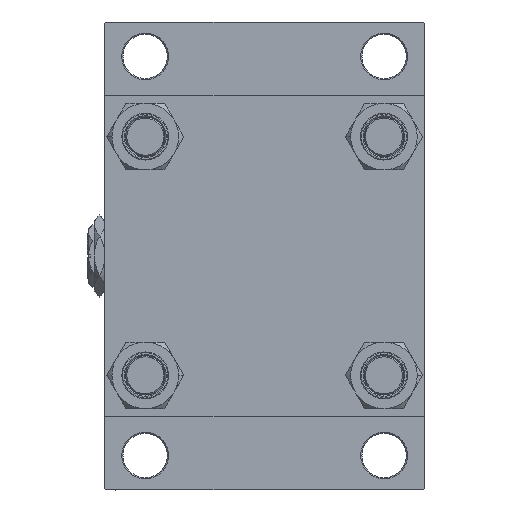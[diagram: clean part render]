
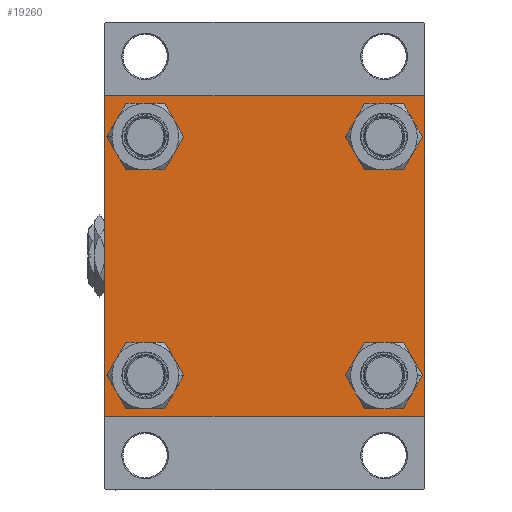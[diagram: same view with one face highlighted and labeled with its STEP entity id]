
A CAD part, left-side view. The second image highlights one B-rep face of the part: STEP entity #19260.
In plain terms, the highlighted planar face has unit normal (-1, 0, 0).
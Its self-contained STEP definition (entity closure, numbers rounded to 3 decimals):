
#929 = DIRECTION ( 'NONE',  ( 1., 0., 0. ) ) ;
#1149 = DIRECTION ( 'NONE',  ( 1., 0., 0. ) ) ;
#1499 = ORIENTED_EDGE ( 'NONE', *, *, #31563, .T. ) ;
#1890 = VERTEX_POINT ( 'NONE', #41033 ) ;
#2030 = AXIS2_PLACEMENT_3D ( 'NONE', #15988, #46862, #8164 ) ;
#2236 = AXIS2_PLACEMENT_3D ( 'NONE', #23621, #1149, #35504 ) ;
#2447 = LINE ( 'NONE', #48713, #36799 ) ;
#2474 = ORIENTED_EDGE ( 'NONE', *, *, #29625, .T. ) ;
#4073 = DIRECTION ( 'NONE',  ( 0., 0., 1. ) ) ;
#4264 = CARTESIAN_POINT ( 'NONE',  ( 0., 48.45, 56.95 ) ) ;
#4549 = EDGE_CURVE ( 'NONE', #20563, #29147, #24768, .T. ) ;
#4656 = VERTEX_POINT ( 'NONE', #12793 ) ;
#4741 = EDGE_CURVE ( 'NONE', #5455, #14508, #22240, .T. ) ;
#5392 = AXIS2_PLACEMENT_3D ( 'NONE', #25604, #5910, #21811 ) ;
#5455 = VERTEX_POINT ( 'NONE', #6346 ) ;
#5910 = DIRECTION ( 'NONE',  ( 1., 0., 0. ) ) ;
#6015 = EDGE_LOOP ( 'NONE', ( #13867, #10280 ) ) ;
#6224 = CIRCLE ( 'NONE', #2236, 8.5 ) ;
#6346 = CARTESIAN_POINT ( 'NONE',  ( 0., 48.45, -56.95 ) ) ;
#6810 = VECTOR ( 'NONE', #13231, 1000. ) ;
#7061 = CARTESIAN_POINT ( 'NONE',  ( 0., -48.45, -56.95 ) ) ;
#7168 = VERTEX_POINT ( 'NONE', #29619 ) ;
#7598 = DIRECTION ( 'NONE',  ( 0., 0., 1. ) ) ;
#7839 = EDGE_LOOP ( 'NONE', ( #31296, #45469 ) ) ;
#7853 = FACE_BOUND ( 'NONE', #6015, .T. ) ;
#8051 = CARTESIAN_POINT ( 'NONE',  ( 0., -64.5, -65. ) ) ;
#8164 = DIRECTION ( 'NONE',  ( 0., 0., 1. ) ) ;
#8818 = EDGE_CURVE ( 'NONE', #4656, #29147, #2447, .T. ) ;
#9437 = VECTOR ( 'NONE', #19921, 1000. ) ;
#9461 = CARTESIAN_POINT ( 'NONE',  ( 0., -64.5, 65. ) ) ;
#10090 = CIRCLE ( 'NONE', #2030, 8.5 ) ;
#10196 = VECTOR ( 'NONE', #29758, 1000. ) ;
#10252 = DIRECTION ( 'NONE',  ( 0., 0., -1. ) ) ;
#10280 = ORIENTED_EDGE ( 'NONE', *, *, #44960, .T. ) ;
#10558 = CARTESIAN_POINT ( 'NONE',  ( 0., 48.45, 39.95 ) ) ;
#11064 = LINE ( 'NONE', #22431, #21519 ) ;
#11388 = DIRECTION ( 'NONE',  ( 1., 0., 0. ) ) ;
#11424 = VERTEX_POINT ( 'NONE', #28858 ) ;
#12793 = CARTESIAN_POINT ( 'NONE',  ( 0., -65., 64.5 ) ) ;
#12846 = EDGE_LOOP ( 'NONE', ( #1499, #15573 ) ) ;
#13231 = DIRECTION ( 'NONE',  ( 0., 0.707, 0.707 ) ) ;
#13629 = CARTESIAN_POINT ( 'NONE',  ( 0., 64.75, 64.75 ) ) ;
#13867 = ORIENTED_EDGE ( 'NONE', *, *, #35249, .T. ) ;
#14099 = EDGE_CURVE ( 'NONE', #14508, #5455, #15544, .T. ) ;
#14334 = VERTEX_POINT ( 'NONE', #4264 ) ;
#14508 = VERTEX_POINT ( 'NONE', #14997 ) ;
#14561 = DIRECTION ( 'NONE',  ( 1., 0., 0. ) ) ;
#14687 = ORIENTED_EDGE ( 'NONE', *, *, #8818, .F. ) ;
#14727 = CARTESIAN_POINT ( 'NONE',  ( 0., 64.75, -64.75 ) ) ;
#14892 = ORIENTED_EDGE ( 'NONE', *, *, #46073, .T. ) ;
#14910 = CARTESIAN_POINT ( 'NONE',  ( 0., 0., 0. ) ) ;
#14997 = CARTESIAN_POINT ( 'NONE',  ( 0., 48.45, -39.95 ) ) ;
#15091 = VERTEX_POINT ( 'NONE', #17630 ) ;
#15173 = CARTESIAN_POINT ( 'NONE',  ( 0., -48.45, -48.45 ) ) ;
#15290 = CARTESIAN_POINT ( 'NONE',  ( 0., -48.45, 48.45 ) ) ;
#15344 = CARTESIAN_POINT ( 'NONE',  ( 0., -48.45, 56.95 ) ) ;
#15544 = CIRCLE ( 'NONE', #16324, 8.5 ) ;
#15573 = ORIENTED_EDGE ( 'NONE', *, *, #23523, .T. ) ;
#15988 = CARTESIAN_POINT ( 'NONE',  ( 0., -48.45, -48.45 ) ) ;
#16311 = DIRECTION ( 'NONE',  ( 0., 0., 1. ) ) ;
#16324 = AXIS2_PLACEMENT_3D ( 'NONE', #21460, #16929, #44738 ) ;
#16929 = DIRECTION ( 'NONE',  ( 1., 0., 0. ) ) ;
#17630 = CARTESIAN_POINT ( 'NONE',  ( 0., 64.5, -65. ) ) ;
#18115 = DIRECTION ( 'NONE',  ( 0., -0.707, 0.707 ) ) ;
#19084 = ORIENTED_EDGE ( 'NONE', *, *, #30553, .F. ) ;
#19148 = CIRCLE ( 'NONE', #21552, 8.5 ) ;
#19260 = ADVANCED_FACE ( 'NONE', ( #7853, #41985, #49595, #46049, #45531 ), #34381, .T. ) ;
#19440 = EDGE_CURVE ( 'NONE', #11424, #38752, #48309, .T. ) ;
#19619 = EDGE_LOOP ( 'NONE', ( #20202, #37944 ) ) ;
#19832 = ORIENTED_EDGE ( 'NONE', *, *, #22399, .T. ) ;
#19921 = DIRECTION ( 'NONE',  ( 0., -1., 0. ) ) ;
#20202 = ORIENTED_EDGE ( 'NONE', *, *, #14099, .T. ) ;
#20563 = VERTEX_POINT ( 'NONE', #8051 ) ;
#21032 = VERTEX_POINT ( 'NONE', #15344 ) ;
#21068 = LINE ( 'NONE', #47915, #6810 ) ;
#21228 = VECTOR ( 'NONE', #29031, 1000. ) ;
#21460 = CARTESIAN_POINT ( 'NONE',  ( 0., 48.45, -48.45 ) ) ;
#21519 = VECTOR ( 'NONE', #37355, 1000. ) ;
#21552 = AXIS2_PLACEMENT_3D ( 'NONE', #15173, #11388, #7598 ) ;
#21658 = CARTESIAN_POINT ( 'NONE',  ( 0., 48.45, 48.45 ) ) ;
#21811 = DIRECTION ( 'NONE',  ( 0., 0., 1. ) ) ;
#22240 = CIRCLE ( 'NONE', #43252, 8.5 ) ;
#22399 = EDGE_CURVE ( 'NONE', #4656, #45882, #21068, .T. ) ;
#22431 = CARTESIAN_POINT ( 'NONE',  ( 0., 65., 65. ) ) ;
#23523 = EDGE_CURVE ( 'NONE', #38157, #1890, #10090, .T. ) ;
#23621 = CARTESIAN_POINT ( 'NONE',  ( 0., 48.45, 48.45 ) ) ;
#24187 = ORIENTED_EDGE ( 'NONE', *, *, #27472, .T. ) ;
#24768 = LINE ( 'NONE', #37341, #27906 ) ;
#25010 = AXIS2_PLACEMENT_3D ( 'NONE', #21658, #14561, #45671 ) ;
#25604 = CARTESIAN_POINT ( 'NONE',  ( 0., -48.45, 48.45 ) ) ;
#27292 = DIRECTION ( 'NONE',  ( -1., 0., 0. ) ) ;
#27472 = EDGE_CURVE ( 'NONE', #15091, #20563, #38647, .T. ) ;
#27906 = VECTOR ( 'NONE', #18115, 1000. ) ;
#28682 = EDGE_LOOP ( 'NONE', ( #2474, #14892, #24187, #44301, #14687, #19832, #19084, #32646 ) ) ;
#28858 = CARTESIAN_POINT ( 'NONE',  ( 0., 64.5, 65. ) ) ;
#29031 = DIRECTION ( 'NONE',  ( 0., 0.707, -0.707 ) ) ;
#29147 = VERTEX_POINT ( 'NONE', #46090 ) ;
#29204 = VERTEX_POINT ( 'NONE', #39942 ) ;
#29619 = CARTESIAN_POINT ( 'NONE',  ( 0., 65., -64.5 ) ) ;
#29625 = EDGE_CURVE ( 'NONE', #38752, #7168, #48532, .T. ) ;
#29688 = VERTEX_POINT ( 'NONE', #10558 ) ;
#29758 = DIRECTION ( 'NONE',  ( 0., 0., -1. ) ) ;
#30143 = DIRECTION ( 'NONE',  ( 0., -0.707, -0.707 ) ) ;
#30553 = EDGE_CURVE ( 'NONE', #11424, #45882, #11064, .T. ) ;
#31046 = CARTESIAN_POINT ( 'NONE',  ( 0., 65., -65. ) ) ;
#31296 = ORIENTED_EDGE ( 'NONE', *, *, #37125, .T. ) ;
#31563 = EDGE_CURVE ( 'NONE', #1890, #38157, #19148, .T. ) ;
#32646 = ORIENTED_EDGE ( 'NONE', *, *, #19440, .T. ) ;
#32862 = VECTOR ( 'NONE', #30143, 1000. ) ;
#34381 = PLANE ( 'NONE',  #42257 ) ;
#35249 = EDGE_CURVE ( 'NONE', #21032, #29204, #40284, .T. ) ;
#35504 = DIRECTION ( 'NONE',  ( 0., 0., 1. ) ) ;
#36245 = AXIS2_PLACEMENT_3D ( 'NONE', #15290, #46155, #49173 ) ;
#36799 = VECTOR ( 'NONE', #10252, 1000. ) ;
#37125 = EDGE_CURVE ( 'NONE', #14334, #29688, #45220, .T. ) ;
#37341 = CARTESIAN_POINT ( 'NONE',  ( 0., -64.75, -64.75 ) ) ;
#37355 = DIRECTION ( 'NONE',  ( 0., -1., 0. ) ) ;
#37747 = LINE ( 'NONE', #14727, #32862 ) ;
#37944 = ORIENTED_EDGE ( 'NONE', *, *, #4741, .T. ) ;
#38157 = VERTEX_POINT ( 'NONE', #7061 ) ;
#38647 = LINE ( 'NONE', #31046, #9437 ) ;
#38752 = VERTEX_POINT ( 'NONE', #41549 ) ;
#39942 = CARTESIAN_POINT ( 'NONE',  ( 0., -48.45, 39.95 ) ) ;
#40284 = CIRCLE ( 'NONE', #36245, 8.5 ) ;
#41033 = CARTESIAN_POINT ( 'NONE',  ( 0., -48.45, -39.95 ) ) ;
#41549 = CARTESIAN_POINT ( 'NONE',  ( 0., 65., 64.5 ) ) ;
#41985 = FACE_BOUND ( 'NONE', #12846, .T. ) ;
#42257 = AXIS2_PLACEMENT_3D ( 'NONE', #14910, #27292, #4073 ) ;
#43252 = AXIS2_PLACEMENT_3D ( 'NONE', #48211, #929, #16311 ) ;
#43300 = CIRCLE ( 'NONE', #5392, 8.5 ) ;
#44301 = ORIENTED_EDGE ( 'NONE', *, *, #4549, .T. ) ;
#44738 = DIRECTION ( 'NONE',  ( 0., 0., 1. ) ) ;
#44960 = EDGE_CURVE ( 'NONE', #29204, #21032, #43300, .T. ) ;
#45210 = CARTESIAN_POINT ( 'NONE',  ( 0., 65., 65. ) ) ;
#45220 = CIRCLE ( 'NONE', #25010, 8.5 ) ;
#45469 = ORIENTED_EDGE ( 'NONE', *, *, #46622, .T. ) ;
#45531 = FACE_OUTER_BOUND ( 'NONE', #28682, .T. ) ;
#45671 = DIRECTION ( 'NONE',  ( 0., 0., 1. ) ) ;
#45882 = VERTEX_POINT ( 'NONE', #9461 ) ;
#46049 = FACE_BOUND ( 'NONE', #7839, .T. ) ;
#46073 = EDGE_CURVE ( 'NONE', #7168, #15091, #37747, .T. ) ;
#46090 = CARTESIAN_POINT ( 'NONE',  ( 0., -65., -64.5 ) ) ;
#46155 = DIRECTION ( 'NONE',  ( 1., 0., 0. ) ) ;
#46622 = EDGE_CURVE ( 'NONE', #29688, #14334, #6224, .T. ) ;
#46862 = DIRECTION ( 'NONE',  ( 1., 0., 0. ) ) ;
#47915 = CARTESIAN_POINT ( 'NONE',  ( 0., -64.75, 64.75 ) ) ;
#48211 = CARTESIAN_POINT ( 'NONE',  ( 0., 48.45, -48.45 ) ) ;
#48309 = LINE ( 'NONE', #13629, #21228 ) ;
#48532 = LINE ( 'NONE', #45210, #10196 ) ;
#48713 = CARTESIAN_POINT ( 'NONE',  ( 0., -65., 65. ) ) ;
#49173 = DIRECTION ( 'NONE',  ( 0., 0., 1. ) ) ;
#49595 = FACE_BOUND ( 'NONE', #19619, .T. ) ;
